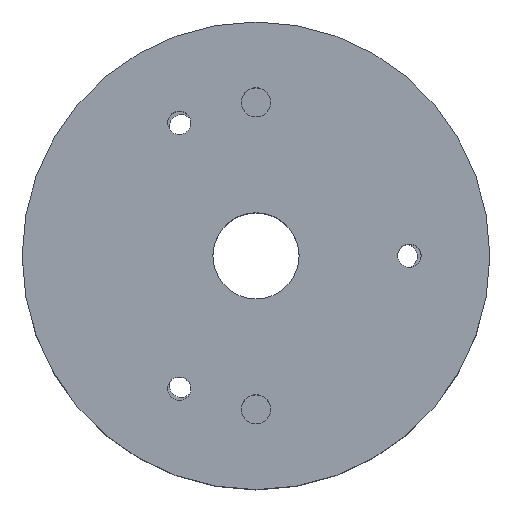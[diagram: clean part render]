
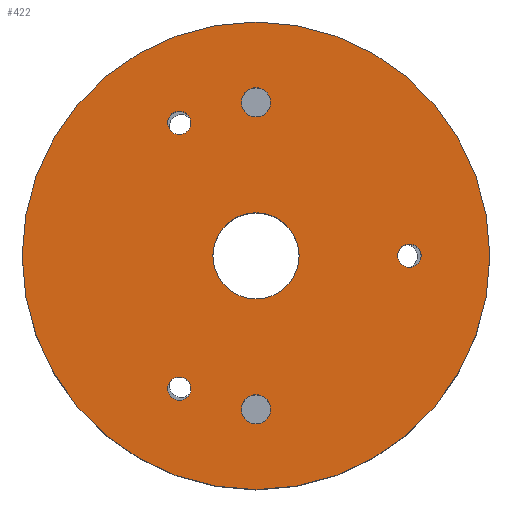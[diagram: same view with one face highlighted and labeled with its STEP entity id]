
A CAD part, top view. The second image highlights one B-rep face of the part: STEP entity #422.
In plain terms, the highlighted planar face has unit normal (0, 0, 1).
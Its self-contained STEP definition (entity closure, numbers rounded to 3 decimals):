
#38=FACE_BOUND('',#143,.T.);
#39=FACE_BOUND('',#144,.T.);
#40=FACE_BOUND('',#145,.T.);
#41=FACE_BOUND('',#146,.T.);
#42=FACE_BOUND('',#147,.T.);
#43=FACE_BOUND('',#148,.T.);
#63=CIRCLE('',#478,2.95);
#65=CIRCLE('',#482,1.);
#67=CIRCLE('',#485,1.);
#69=CIRCLE('',#488,0.8);
#71=CIRCLE('',#491,0.8);
#73=CIRCLE('',#494,0.8);
#75=CIRCLE('',#497,16.);
#109=FACE_OUTER_BOUND('',#142,.T.);
#142=EDGE_LOOP('',(#379));
#143=EDGE_LOOP('',(#380));
#144=EDGE_LOOP('',(#381));
#145=EDGE_LOOP('',(#382));
#146=EDGE_LOOP('',(#383));
#147=EDGE_LOOP('',(#384));
#148=EDGE_LOOP('',(#385));
#227=VERTEX_POINT('',#701);
#229=VERTEX_POINT('',#708);
#231=VERTEX_POINT('',#714);
#233=VERTEX_POINT('',#720);
#235=VERTEX_POINT('',#726);
#237=VERTEX_POINT('',#732);
#239=VERTEX_POINT('',#738);
#272=EDGE_CURVE('',#227,#227,#63,.T.);
#275=EDGE_CURVE('',#229,#229,#65,.T.);
#278=EDGE_CURVE('',#231,#231,#67,.T.);
#281=EDGE_CURVE('',#233,#233,#69,.T.);
#284=EDGE_CURVE('',#235,#235,#71,.T.);
#287=EDGE_CURVE('',#237,#237,#73,.T.);
#290=EDGE_CURVE('',#239,#239,#75,.T.);
#379=ORIENTED_EDGE('',*,*,#290,.T.);
#380=ORIENTED_EDGE('',*,*,#272,.T.);
#381=ORIENTED_EDGE('',*,*,#287,.T.);
#382=ORIENTED_EDGE('',*,*,#284,.T.);
#383=ORIENTED_EDGE('',*,*,#281,.T.);
#384=ORIENTED_EDGE('',*,*,#278,.T.);
#385=ORIENTED_EDGE('',*,*,#275,.T.);
#400=PLANE('',#498);
#422=ADVANCED_FACE('',(#109,#38,#39,#40,#41,#42,#43),#400,.T.);
#478=AXIS2_PLACEMENT_3D('',#703,#579,#580);
#482=AXIS2_PLACEMENT_3D('',#710,#588,#589);
#485=AXIS2_PLACEMENT_3D('',#716,#595,#596);
#488=AXIS2_PLACEMENT_3D('',#722,#602,#603);
#491=AXIS2_PLACEMENT_3D('',#728,#609,#610);
#494=AXIS2_PLACEMENT_3D('',#734,#616,#617);
#497=AXIS2_PLACEMENT_3D('',#740,#623,#624);
#498=AXIS2_PLACEMENT_3D('',#741,#625,#626);
#579=DIRECTION('center_axis',(0.,0.,-1.));
#580=DIRECTION('ref_axis',(1.,0.,0.));
#588=DIRECTION('center_axis',(0.,0.,-1.));
#589=DIRECTION('ref_axis',(1.,0.,0.));
#595=DIRECTION('center_axis',(0.,0.,-1.));
#596=DIRECTION('ref_axis',(1.,0.,0.));
#602=DIRECTION('center_axis',(0.,0.,-1.));
#603=DIRECTION('ref_axis',(1.,0.,0.));
#609=DIRECTION('center_axis',(0.,0.,-1.));
#610=DIRECTION('ref_axis',(1.,0.,0.));
#616=DIRECTION('center_axis',(0.,0.,-1.));
#617=DIRECTION('ref_axis',(1.,0.,0.));
#623=DIRECTION('center_axis',(0.,0.,1.));
#624=DIRECTION('ref_axis',(1.,0.,0.));
#625=DIRECTION('center_axis',(0.,0.,1.));
#626=DIRECTION('ref_axis',(1.,0.,0.));
#701=CARTESIAN_POINT('',(-2.95,0.,12.75));
#703=CARTESIAN_POINT('Origin',(0.,0.,12.75));
#708=CARTESIAN_POINT('',(-1.,-10.5,12.75));
#710=CARTESIAN_POINT('Origin',(0.,-10.5,12.75));
#714=CARTESIAN_POINT('',(-1.,10.5,12.75));
#716=CARTESIAN_POINT('Origin',(0.,10.5,12.75));
#720=CARTESIAN_POINT('',(9.7,0.,12.75));
#722=CARTESIAN_POINT('Origin',(10.5,0.,12.75));
#726=CARTESIAN_POINT('',(-6.05,9.093,12.75));
#728=CARTESIAN_POINT('Origin',(-5.25,9.093,12.75));
#732=CARTESIAN_POINT('',(-6.05,-9.093,12.75));
#734=CARTESIAN_POINT('Origin',(-5.25,-9.093,12.75));
#738=CARTESIAN_POINT('',(-16.,0.,12.75));
#740=CARTESIAN_POINT('Origin',(0.,0.,12.75));
#741=CARTESIAN_POINT('Origin',(0.,0.,12.75));
